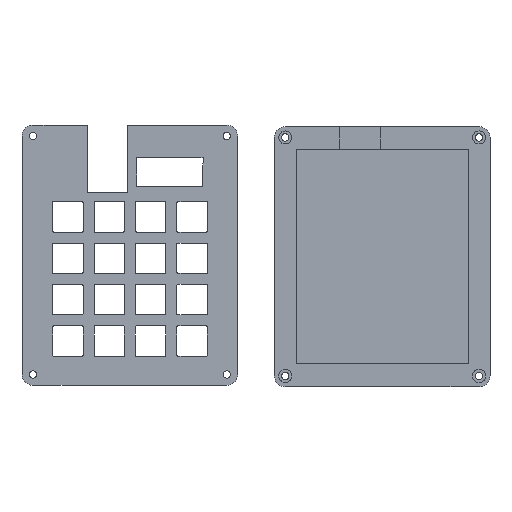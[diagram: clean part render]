
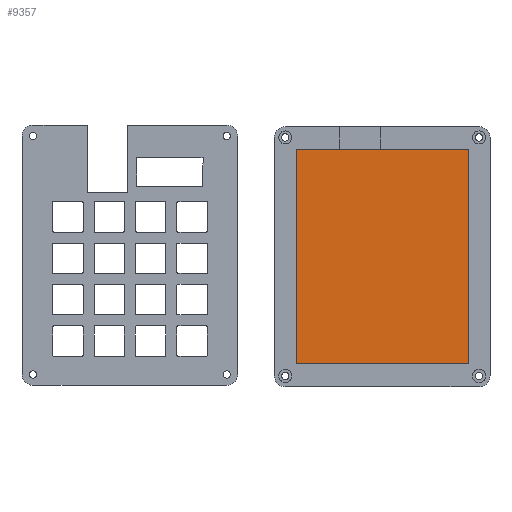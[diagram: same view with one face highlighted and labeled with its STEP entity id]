
A CAD part, top view. The second image highlights one B-rep face of the part: STEP entity #9357.
In plain terms, the highlighted planar face has unit normal (0, 0, 1).
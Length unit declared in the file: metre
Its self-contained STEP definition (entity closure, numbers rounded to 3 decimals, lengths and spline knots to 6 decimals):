
#932=LINE('',#16286,#1753);
#952=LINE('',#16329,#1773);
#955=LINE('',#16335,#1776);
#958=LINE('',#16341,#1779);
#1753=VECTOR('',#12002,1.);
#1773=VECTOR('',#12030,1.);
#1776=VECTOR('',#12035,1.);
#1779=VECTOR('',#12040,1.);
#2319=PLANE('',#10047);
#4995=ORIENTED_EDGE('',*,*,#6357,.F.);
#4996=ORIENTED_EDGE('',*,*,#6354,.T.);
#4997=ORIENTED_EDGE('',*,*,#6334,.T.);
#4998=ORIENTED_EDGE('',*,*,#6360,.F.);
#6334=EDGE_CURVE('',#7265,#7264,#932,.T.);
#6354=EDGE_CURVE('',#7284,#7265,#952,.T.);
#6357=EDGE_CURVE('',#7284,#7286,#955,.T.);
#6360=EDGE_CURVE('',#7286,#7264,#958,.T.);
#7264=VERTEX_POINT('',#16285);
#7265=VERTEX_POINT('',#16287);
#7284=VERTEX_POINT('',#16330);
#7286=VERTEX_POINT('',#16336);
#8139=EDGE_LOOP('',(#4995,#4996,#4997,#4998));
#8730=FACE_BOUND('',#8139,.T.);
#9357=ADVANCED_FACE('',(#8730),#2319,.T.);
#10047=AXIS2_PLACEMENT_3D('',#16384,#12094,#12095);
#12002=DIRECTION('',(-1.,0.,0.));
#12030=DIRECTION('',(0.,1.,0.));
#12035=DIRECTION('',(-1.,0.,0.));
#12040=DIRECTION('',(0.,1.,0.));
#12094=DIRECTION('',(0.,0.,1.));
#12095=DIRECTION('',(1.,0.,0.));
#16285=CARTESIAN_POINT('',(-0.039585,0.04934,0.003));
#16286=CARTESIAN_POINT('',(0.,0.04934,0.003));
#16287=CARTESIAN_POINT('',(0.039585,0.04934,0.003));
#16329=CARTESIAN_POINT('',(0.039585,0.,0.003));
#16330=CARTESIAN_POINT('',(0.039585,-0.04934,0.003));
#16335=CARTESIAN_POINT('',(0.,-0.04934,0.003));
#16336=CARTESIAN_POINT('',(-0.039585,-0.04934,0.003));
#16341=CARTESIAN_POINT('',(-0.039585,0.,0.003));
#16384=CARTESIAN_POINT('',(0.,0.,0.003));
